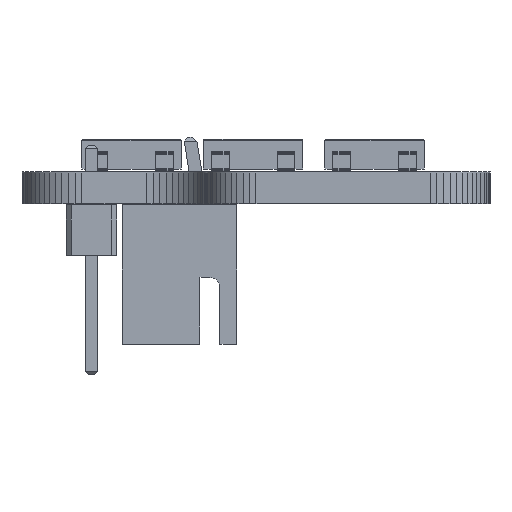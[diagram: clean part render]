
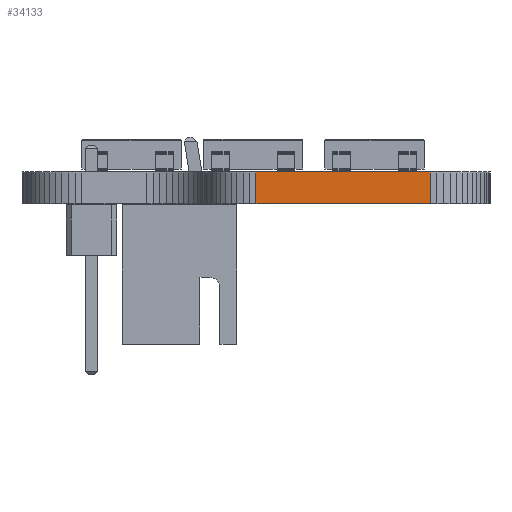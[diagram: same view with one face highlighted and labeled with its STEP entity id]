
A CAD part, left-side view. The second image highlights one B-rep face of the part: STEP entity #34133.
In plain terms, the highlighted planar face has unit normal (-1, 0, 0).
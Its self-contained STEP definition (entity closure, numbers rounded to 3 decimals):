
#24650 = PLANE('',#24651);
#24651 = AXIS2_PLACEMENT_3D('',#24652,#24653,#24654);
#24652 = CARTESIAN_POINT('',(152.4,-87.598,1.6));
#24653 = DIRECTION('',(-0.,-0.,-1.));
#24654 = DIRECTION('',(-1.,0.,0.));
#24704 = PLANE('',#24705);
#24705 = AXIS2_PLACEMENT_3D('',#24706,#24707,#24708);
#24706 = CARTESIAN_POINT('',(152.4,-87.598,0.));
#24707 = DIRECTION('',(-0.,-0.,-1.));
#24708 = DIRECTION('',(-1.,0.,0.));
#26773 = VERTEX_POINT('',#26774);
#26774 = CARTESIAN_POINT('',(103.65,-95.765,0.));
#26788 = PLANE('',#26789);
#26789 = AXIS2_PLACEMENT_3D('',#26790,#26791,#26792);
#26790 = CARTESIAN_POINT('',(103.669,-96.101,0.));
#26791 = DIRECTION('',(-0.998,-0.056,0.));
#26792 = DIRECTION('',(-0.056,0.998,0.));
#26800 = EDGE_CURVE('',#26773,#26801,#26803,.T.);
#26801 = VERTEX_POINT('',#26802);
#26802 = CARTESIAN_POINT('',(103.65,-87.01,0.));
#26803 = SURFACE_CURVE('',#26804,(#26808,#26815),.PCURVE_S1.);
#26804 = LINE('',#26805,#26806);
#26805 = CARTESIAN_POINT('',(103.65,-95.765,0.));
#26806 = VECTOR('',#26807,1.);
#26807 = DIRECTION('',(0.,1.,0.));
#26808 = PCURVE('',#24704,#26809);
#26809 = DEFINITIONAL_REPRESENTATION('',(#26810),#26814);
#26810 = LINE('',#26811,#26812);
#26811 = CARTESIAN_POINT('',(48.75,-8.167));
#26812 = VECTOR('',#26813,1.);
#26813 = DIRECTION('',(0.,1.));
#26814 = ( GEOMETRIC_REPRESENTATION_CONTEXT(2) 
PARAMETRIC_REPRESENTATION_CONTEXT() REPRESENTATION_CONTEXT('2D SPACE',''
  ) );
#26815 = PCURVE('',#26816,#26821);
#26816 = PLANE('',#26817);
#26817 = AXIS2_PLACEMENT_3D('',#26818,#26819,#26820);
#26818 = CARTESIAN_POINT('',(103.65,-95.765,0.));
#26819 = DIRECTION('',(-1.,0.,0.));
#26820 = DIRECTION('',(0.,1.,0.));
#26821 = DEFINITIONAL_REPRESENTATION('',(#26822),#26826);
#26822 = LINE('',#26823,#26824);
#26823 = CARTESIAN_POINT('',(0.,0.));
#26824 = VECTOR('',#26825,1.);
#26825 = DIRECTION('',(1.,0.));
#26826 = ( GEOMETRIC_REPRESENTATION_CONTEXT(2) 
PARAMETRIC_REPRESENTATION_CONTEXT() REPRESENTATION_CONTEXT('2D SPACE',''
  ) );
#26844 = PLANE('',#26845);
#26845 = AXIS2_PLACEMENT_3D('',#26846,#26847,#26848);
#26846 = CARTESIAN_POINT('',(103.65,-87.01,0.));
#26847 = DIRECTION('',(-0.998,0.065,0.));
#26848 = DIRECTION('',(0.065,0.998,0.));
#30235 = VERTEX_POINT('',#30236);
#30236 = CARTESIAN_POINT('',(103.65,-95.765,1.6));
#30257 = EDGE_CURVE('',#30235,#30258,#30260,.T.);
#30258 = VERTEX_POINT('',#30259);
#30259 = CARTESIAN_POINT('',(103.65,-87.01,1.6));
#30260 = SURFACE_CURVE('',#30261,(#30265,#30272),.PCURVE_S1.);
#30261 = LINE('',#30262,#30263);
#30262 = CARTESIAN_POINT('',(103.65,-95.765,1.6));
#30263 = VECTOR('',#30264,1.);
#30264 = DIRECTION('',(0.,1.,0.));
#30265 = PCURVE('',#24650,#30266);
#30266 = DEFINITIONAL_REPRESENTATION('',(#30267),#30271);
#30267 = LINE('',#30268,#30269);
#30268 = CARTESIAN_POINT('',(48.75,-8.167));
#30269 = VECTOR('',#30270,1.);
#30270 = DIRECTION('',(0.,1.));
#30271 = ( GEOMETRIC_REPRESENTATION_CONTEXT(2) 
PARAMETRIC_REPRESENTATION_CONTEXT() REPRESENTATION_CONTEXT('2D SPACE',''
  ) );
#30272 = PCURVE('',#26816,#30273);
#30273 = DEFINITIONAL_REPRESENTATION('',(#30274),#30278);
#30274 = LINE('',#30275,#30276);
#30275 = CARTESIAN_POINT('',(0.,-1.6));
#30276 = VECTOR('',#30277,1.);
#30277 = DIRECTION('',(1.,0.));
#30278 = ( GEOMETRIC_REPRESENTATION_CONTEXT(2) 
PARAMETRIC_REPRESENTATION_CONTEXT() REPRESENTATION_CONTEXT('2D SPACE',''
  ) );
#34083 = EDGE_CURVE('',#26801,#30258,#34084,.T.);
#34084 = SURFACE_CURVE('',#34085,(#34089,#34096),.PCURVE_S1.);
#34085 = LINE('',#34086,#34087);
#34086 = CARTESIAN_POINT('',(103.65,-87.01,0.));
#34087 = VECTOR('',#34088,1.);
#34088 = DIRECTION('',(0.,0.,1.));
#34089 = PCURVE('',#26844,#34090);
#34090 = DEFINITIONAL_REPRESENTATION('',(#34091),#34095);
#34091 = LINE('',#34092,#34093);
#34092 = CARTESIAN_POINT('',(0.,0.));
#34093 = VECTOR('',#34094,1.);
#34094 = DIRECTION('',(0.,-1.));
#34095 = ( GEOMETRIC_REPRESENTATION_CONTEXT(2) 
PARAMETRIC_REPRESENTATION_CONTEXT() REPRESENTATION_CONTEXT('2D SPACE',''
  ) );
#34096 = PCURVE('',#26816,#34097);
#34097 = DEFINITIONAL_REPRESENTATION('',(#34098),#34102);
#34098 = LINE('',#34099,#34100);
#34099 = CARTESIAN_POINT('',(8.755,0.));
#34100 = VECTOR('',#34101,1.);
#34101 = DIRECTION('',(0.,-1.));
#34102 = ( GEOMETRIC_REPRESENTATION_CONTEXT(2) 
PARAMETRIC_REPRESENTATION_CONTEXT() REPRESENTATION_CONTEXT('2D SPACE',''
  ) );
#34133 = ADVANCED_FACE('',(#34134),#26816,.T.);
#34134 = FACE_BOUND('',#34135,.T.);
#34135 = EDGE_LOOP('',(#34136,#34157,#34158,#34159));
#34136 = ORIENTED_EDGE('',*,*,#34137,.T.);
#34137 = EDGE_CURVE('',#26773,#30235,#34138,.T.);
#34138 = SURFACE_CURVE('',#34139,(#34143,#34150),.PCURVE_S1.);
#34139 = LINE('',#34140,#34141);
#34140 = CARTESIAN_POINT('',(103.65,-95.765,0.));
#34141 = VECTOR('',#34142,1.);
#34142 = DIRECTION('',(0.,0.,1.));
#34143 = PCURVE('',#26816,#34144);
#34144 = DEFINITIONAL_REPRESENTATION('',(#34145),#34149);
#34145 = LINE('',#34146,#34147);
#34146 = CARTESIAN_POINT('',(0.,0.));
#34147 = VECTOR('',#34148,1.);
#34148 = DIRECTION('',(0.,-1.));
#34149 = ( GEOMETRIC_REPRESENTATION_CONTEXT(2) 
PARAMETRIC_REPRESENTATION_CONTEXT() REPRESENTATION_CONTEXT('2D SPACE',''
  ) );
#34150 = PCURVE('',#26788,#34151);
#34151 = DEFINITIONAL_REPRESENTATION('',(#34152),#34156);
#34152 = LINE('',#34153,#34154);
#34153 = CARTESIAN_POINT('',(0.336,0.));
#34154 = VECTOR('',#34155,1.);
#34155 = DIRECTION('',(0.,-1.));
#34156 = ( GEOMETRIC_REPRESENTATION_CONTEXT(2) 
PARAMETRIC_REPRESENTATION_CONTEXT() REPRESENTATION_CONTEXT('2D SPACE',''
  ) );
#34157 = ORIENTED_EDGE('',*,*,#30257,.T.);
#34158 = ORIENTED_EDGE('',*,*,#34083,.F.);
#34159 = ORIENTED_EDGE('',*,*,#26800,.F.);
